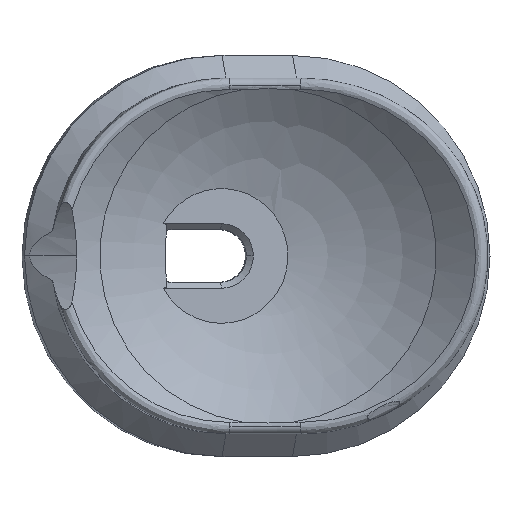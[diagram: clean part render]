
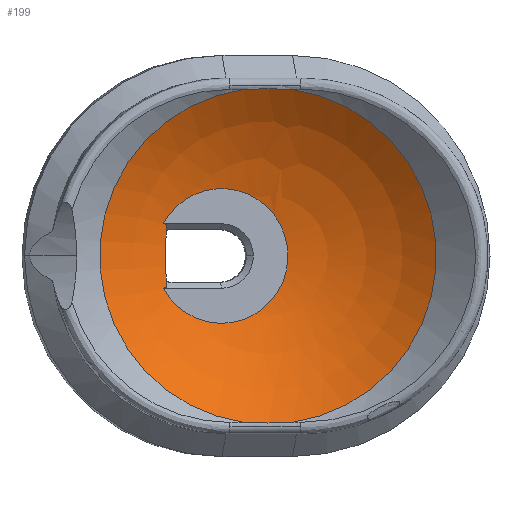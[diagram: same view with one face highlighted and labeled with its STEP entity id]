
A CAD part, top view. The second image highlights one B-rep face of the part: STEP entity #199.
In plain terms, the highlighted spherical face has radius 23.1 mm.
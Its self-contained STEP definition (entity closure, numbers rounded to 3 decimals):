
#25 = ORIENTED_EDGE ( 'NONE', *, *, #459, .T. ) ;
#35 = CARTESIAN_POINT ( 'NONE',  ( 39.708, 10.637, 11.678 ) ) ;
#37 = DIRECTION ( 'NONE',  ( 0., 0., -1. ) ) ;
#46 = CARTESIAN_POINT ( 'NONE',  ( 36.069, 10.61, 11.7 ) ) ;
#68 = DIRECTION ( 'NONE',  ( 1., 0., 0. ) ) ;
#148 = CARTESIAN_POINT ( 'NONE',  ( 38.778, -17.338, 11.634 ) ) ;
#184 = CARTESIAN_POINT ( 'NONE',  ( 34.21, -3.34, 7.94 ) ) ;
#199 = ADVANCED_FACE ( 'NONE', ( #661, #1925 ), #3131, .F. ) ;
#267 = DIRECTION ( 'NONE',  ( 0., 0., -1. ) ) ;
#326 = CARTESIAN_POINT ( 'NONE',  ( 36.492, 10.637, 11.678 ) ) ;
#333 = EDGE_CURVE ( 'NONE', #1985, #1664, #1682, .T. ) ;
#373 = CIRCLE ( 'NONE', #1744, 14.785 ) ;
#395 = CARTESIAN_POINT ( 'NONE',  ( 40.131, -17.29, 11.7 ) ) ;
#432 = CARTESIAN_POINT ( 'NONE',  ( 39.286, -17.329, 11.655 ) ) ;
#459 = EDGE_CURVE ( 'NONE', #1985, #1493, #1161, .T. ) ;
#614 = EDGE_LOOP ( 'NONE', ( #1964, #1199, #861, #25 ) ) ;
#621 = VERTEX_POINT ( 'NONE', #2721 ) ;
#627 = CARTESIAN_POINT ( 'NONE',  ( 37.422, -17.338, 11.634 ) ) ;
#631 = B_SPLINE_CURVE_WITH_KNOTS ( 'NONE', 3,
 ( #2686, #1411, #2415, #1611, #1119, #3200, #2171, #627, #1858, #1889, #148, #432, #2883, #915, #3183, #1361, #2670, #395 ),
 .UNSPECIFIED., .F., .F.,
 ( 4, 2, 2, 2, 2, 2, 2, 2, 4 ),
 ( 0., 0., 0.001, 0.001, 0.002, 0.003, 0.004, 0.004, 0.004 ),
 .UNSPECIFIED. ) ;
#661 = FACE_OUTER_BOUND ( 'NONE', #1469, .T. ) ;
#675 = CARTESIAN_POINT ( 'NONE',  ( 29.571, -5.978, 8.695 ) ) ;
#708 = B_SPLINE_CURVE_WITH_KNOTS ( 'NONE', 3,
 ( #2108, #1085, #2041, #825, #35, #1793, #1039, #3116, #1825, #2830, #3049, #794, #1576, #326, #1661, #1677, #1873, #2434 ),
 .UNSPECIFIED., .F., .F.,
 ( 4, 2, 2, 2, 2, 2, 2, 2, 4 ),
 ( 0., 0., 0.001, 0.001, 0.002, 0.003, 0.004, 0.004, 0.004 ),
 .UNSPECIFIED. ) ;
#794 = CARTESIAN_POINT ( 'NONE',  ( 36.914, 10.649, 11.655 ) ) ;
#810 = EDGE_CURVE ( 'NONE', #2180, #1313, #708, .T. ) ;
#825 = CARTESIAN_POINT ( 'NONE',  ( 39.793, 10.634, 11.684 ) ) ;
#852 = EDGE_CURVE ( 'NONE', #2001, #621, #631, .T. ) ;
#861 = ORIENTED_EDGE ( 'NONE', *, *, #333, .F. ) ;
#874 = DIRECTION ( 'NONE',  ( 0., 0., -1. ) ) ;
#915 = CARTESIAN_POINT ( 'NONE',  ( 39.708, -17.317, 11.678 ) ) ;
#954 = VERTEX_POINT ( 'NONE', #1007 ) ;
#1007 = CARTESIAN_POINT ( 'NONE',  ( 29.571, -0.702, 8.695 ) ) ;
#1039 = CARTESIAN_POINT ( 'NONE',  ( 39.286, 10.649, 11.655 ) ) ;
#1055 = AXIS2_PLACEMENT_3D ( 'NONE', #184, #2951, #2201 ) ;
#1070 = CARTESIAN_POINT ( 'NONE',  ( 35.921, 9.21, 17.641 ) ) ;
#1078 = CARTESIAN_POINT ( 'NONE',  ( 36.069, -17.29, 11.7 ) ) ;
#1083 = DIRECTION ( 'NONE',  ( 0., -0.702, -0.712 ) ) ;
#1085 = CARTESIAN_POINT ( 'NONE',  ( 40.046, 10.622, 11.7 ) ) ;
#1109 = CIRCLE ( 'NONE', #1636, 22.617 ) ;
#1119 = CARTESIAN_POINT ( 'NONE',  ( 36.492, -17.317, 11.678 ) ) ;
#1147 = DIRECTION ( 'NONE',  ( -0.123, -0.707, -0.696 ) ) ;
#1158 = AXIS2_PLACEMENT_3D ( 'NONE', #2392, #1147, #2148 ) ;
#1161 = CIRCLE ( 'NONE', #1158, 14.785 ) ;
#1199 = ORIENTED_EDGE ( 'NONE', *, *, #2578, .T. ) ;
#1313 = VERTEX_POINT ( 'NONE', #46 ) ;
#1342 = DIRECTION ( 'NONE',  ( -0.123, 0.707, -0.696 ) ) ;
#1361 = CARTESIAN_POINT ( 'NONE',  ( 39.962, -17.305, 11.693 ) ) ;
#1411 = CARTESIAN_POINT ( 'NONE',  ( 36.154, -17.302, 11.7 ) ) ;
#1466 = CARTESIAN_POINT ( 'NONE',  ( 38.1, -3.34, 11.7 ) ) ;
#1469 = EDGE_LOOP ( 'NONE', ( #2157, #2339, #1738, #1767 ) ) ;
#1493 = VERTEX_POINT ( 'NONE', #675 ) ;
#1501 = CARTESIAN_POINT ( 'NONE',  ( 29.33, -6.04, 8.801 ) ) ;
#1524 = AXIS2_PLACEMENT_3D ( 'NONE', #1466, #267, #2470 ) ;
#1576 = CARTESIAN_POINT ( 'NONE',  ( 36.745, 10.645, 11.664 ) ) ;
#1611 = CARTESIAN_POINT ( 'NONE',  ( 36.407, -17.314, 11.684 ) ) ;
#1636 = AXIS2_PLACEMENT_3D ( 'NONE', #1716, #2722, #1981 ) ;
#1661 = CARTESIAN_POINT ( 'NONE',  ( 36.407, 10.634, 11.684 ) ) ;
#1664 = VERTEX_POINT ( 'NONE', #2358 ) ;
#1677 = CARTESIAN_POINT ( 'NONE',  ( 36.238, 10.625, 11.693 ) ) ;
#1682 = CIRCLE ( 'NONE', #1055, 5.644 ) ;
#1716 = CARTESIAN_POINT ( 'NONE',  ( 33.471, -3.34, 30.816 ) ) ;
#1738 = ORIENTED_EDGE ( 'NONE', *, *, #852, .T. ) ;
#1744 = AXIS2_PLACEMENT_3D ( 'NONE', #1070, #1342, #1083 ) ;
#1767 = ORIENTED_EDGE ( 'NONE', *, *, #3222, .F. ) ;
#1790 = CIRCLE ( 'NONE', #1524, 14.097 ) ;
#1793 = CARTESIAN_POINT ( 'NONE',  ( 39.455, 10.645, 11.664 ) ) ;
#1825 = CARTESIAN_POINT ( 'NONE',  ( 38.439, 10.66, 11.626 ) ) ;
#1858 = CARTESIAN_POINT ( 'NONE',  ( 37.761, -17.34, 11.626 ) ) ;
#1864 = CARTESIAN_POINT ( 'NONE',  ( 40.131, 10.61, 11.7 ) ) ;
#1873 = CARTESIAN_POINT ( 'NONE',  ( 36.154, 10.622, 11.7 ) ) ;
#1888 = DIRECTION ( 'NONE',  ( 1., 0., 0. ) ) ;
#1889 = CARTESIAN_POINT ( 'NONE',  ( 38.439, -17.34, 11.626 ) ) ;
#1925 = FACE_BOUND ( 'NONE', #614, .T. ) ;
#1955 = CIRCLE ( 'NONE', #2796, 14.097 ) ;
#1964 = ORIENTED_EDGE ( 'NONE', *, *, #2839, .F. ) ;
#1981 = DIRECTION ( 'NONE',  ( -0.174, 0., -0.985 ) ) ;
#1985 = VERTEX_POINT ( 'NONE', #1501 ) ;
#2001 = VERTEX_POINT ( 'NONE', #1078 ) ;
#2041 = CARTESIAN_POINT ( 'NONE',  ( 39.962, 10.625, 11.693 ) ) ;
#2078 = CARTESIAN_POINT ( 'NONE',  ( 38.1, -3.34, 11.7 ) ) ;
#2108 = CARTESIAN_POINT ( 'NONE',  ( 40.131, 10.61, 11.7 ) ) ;
#2148 = DIRECTION ( 'NONE',  ( 0., -0.702, 0.712 ) ) ;
#2157 = ORIENTED_EDGE ( 'NONE', *, *, #810, .T. ) ;
#2171 = CARTESIAN_POINT ( 'NONE',  ( 36.914, -17.329, 11.655 ) ) ;
#2180 = VERTEX_POINT ( 'NONE', #1864 ) ;
#2201 = DIRECTION ( 'NONE',  ( -0.985, 0., 0.174 ) ) ;
#2339 = ORIENTED_EDGE ( 'NONE', *, *, #2893, .F. ) ;
#2358 = CARTESIAN_POINT ( 'NONE',  ( 29.33, -0.64, 8.801 ) ) ;
#2392 = CARTESIAN_POINT ( 'NONE',  ( 35.921, -15.89, 17.641 ) ) ;
#2396 = CARTESIAN_POINT ( 'NONE',  ( 38.1, -3.34, 30. ) ) ;
#2415 = CARTESIAN_POINT ( 'NONE',  ( 36.238, -17.305, 11.693 ) ) ;
#2434 = CARTESIAN_POINT ( 'NONE',  ( 36.069, 10.61, 11.7 ) ) ;
#2470 = DIRECTION ( 'NONE',  ( 1., 0., 0. ) ) ;
#2569 = AXIS2_PLACEMENT_3D ( 'NONE', #2396, #874, #1888 ) ;
#2578 = EDGE_CURVE ( 'NONE', #954, #1664, #373, .T. ) ;
#2670 = CARTESIAN_POINT ( 'NONE',  ( 40.046, -17.302, 11.7 ) ) ;
#2686 = CARTESIAN_POINT ( 'NONE',  ( 36.069, -17.29, 11.7 ) ) ;
#2721 = CARTESIAN_POINT ( 'NONE',  ( 40.131, -17.29, 11.7 ) ) ;
#2722 = DIRECTION ( 'NONE',  ( -0.985, 0., 0.174 ) ) ;
#2796 = AXIS2_PLACEMENT_3D ( 'NONE', #2078, #37, #68 ) ;
#2830 = CARTESIAN_POINT ( 'NONE',  ( 37.761, 10.66, 11.626 ) ) ;
#2839 = EDGE_CURVE ( 'NONE', #954, #1493, #1109, .T. ) ;
#2883 = CARTESIAN_POINT ( 'NONE',  ( 39.455, -17.325, 11.664 ) ) ;
#2893 = EDGE_CURVE ( 'NONE', #2001, #1313, #1790, .T. ) ;
#2951 = DIRECTION ( 'NONE',  ( 0.174, 0., 0.985 ) ) ;
#3049 = CARTESIAN_POINT ( 'NONE',  ( 37.422, 10.658, 11.634 ) ) ;
#3116 = CARTESIAN_POINT ( 'NONE',  ( 38.778, 10.658, 11.634 ) ) ;
#3131 = SPHERICAL_SURFACE ( 'NONE', #2569, 23.1 ) ;
#3183 = CARTESIAN_POINT ( 'NONE',  ( 39.793, -17.314, 11.684 ) ) ;
#3200 = CARTESIAN_POINT ( 'NONE',  ( 36.745, -17.325, 11.664 ) ) ;
#3222 = EDGE_CURVE ( 'NONE', #2180, #621, #1955, .T. ) ;
